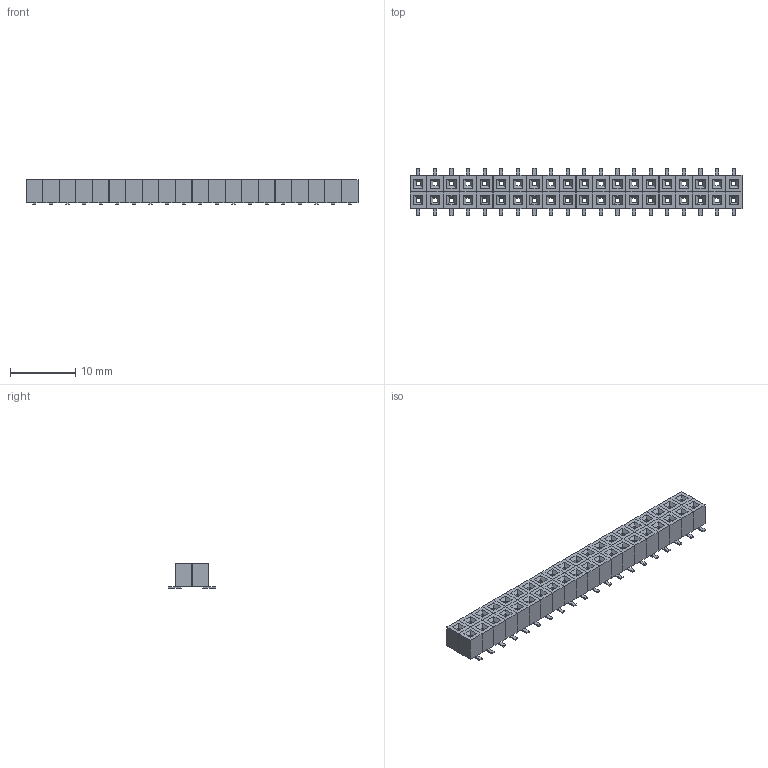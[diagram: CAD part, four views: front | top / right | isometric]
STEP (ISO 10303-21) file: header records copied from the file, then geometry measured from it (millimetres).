
FILE_DESCRIPTION(('FreeCAD Model'),'2;1');
FILE_NAME('Open CASCADE Shape Model','2025-01-16T12:56:27',('Author'),( ''),'Open CASCADE STEP processor 7.6','FreeCAD','Unknown');
FILE_SCHEMA(('AUTOMOTIVE_DESIGN { 1 0 10303 214 1 1 1 1 }'));
Length unit declared in the file: millimetre
Products named in the file (1): union080
Bounding box: 50.8 x 7.2 x 3.75 mm (x, y, z)
Volume: 840.9 mm3; surface area: 1341 mm2
Topology: 1 solids, 1 shells, 878 faces, 2116 edges, 1200 vertices
Faces by surface type: plane 878
Entity records: 30494 total; most frequent: ORIENTED_EDGE 4232, CARTESIAN_POINT 4195, DIRECTION 3874, EDGE_CURVE 2116, LINE 2116, VECTOR 2116, VERTEX_POINT 1200, FACE_BOUND 918
